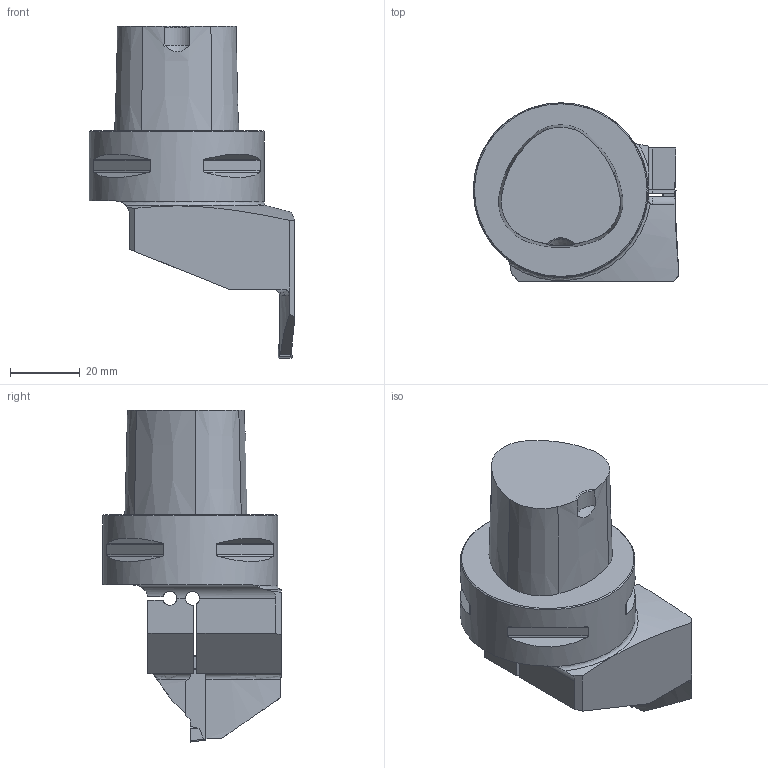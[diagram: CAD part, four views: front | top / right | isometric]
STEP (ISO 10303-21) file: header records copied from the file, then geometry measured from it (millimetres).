
FILE_DESCRIPTION(/* description */ (''),/* implementation_level */ '2;1');
FILE_NAME(/* name */ 'TOOLASSEMBLY_1.STP',/* time_stamp */ '2022-09-12T13:50:37+02:00',/* author */ (''),/* organization */ ('SMS'),/* preprocessor_version */ 'ST-DEVELOPER v16.7',/* originating_system */ 'SIEMENS PLM Software NX 12.0',/* authorisation */ '');
FILE_SCHEMA (('AUTOMOTIVE_DESIGN { 1 0 10303 214 3 1 1 1 }'));
Length unit declared in the file: millimetre
Products named in the file (4): ASSEMBLY_CONSTRUCTION; CUT_20220912134949; NOCUT_20220912134857; TOOLASSEMBLY_1
Assembly tree (3 placements, depth 2):
  TOOLASSEMBLY_1
    NOCUT_20220912134857
    CUT_20220912134949
    ASSEMBLY_CONSTRUCTION
Bounding box: 58.72 x 51 x 95 mm (x, y, z)
Volume: 102643.8 mm3; surface area: 18469.8 mm2
Topology: 2 solids, 2 shells, 115 faces, 317 edges, 216 vertices
Faces by surface type: plane 68, cylinder 27, cone 11, torus 5, extrusion 4
Full cylindrical faces by diameter (mm): 50 x1
Entity records: 5160 total; most frequent: CARTESIAN_POINT 2118, ORIENTED_EDGE 624, DIRECTION 577, EDGE_CURVE 312, VERTEX_POINT 208, AXIS2_PLACEMENT_3D 199, VECTOR 179, LINE 175
